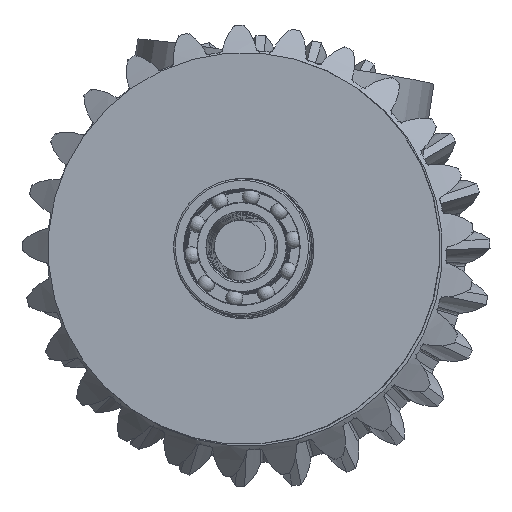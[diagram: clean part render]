
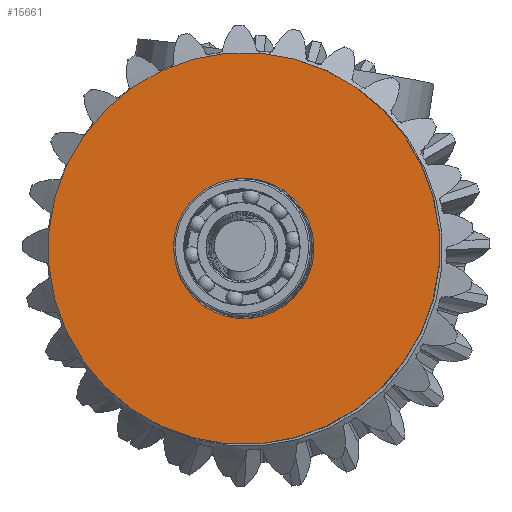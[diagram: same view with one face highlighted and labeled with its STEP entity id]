
A CAD part, top view. The second image highlights one B-rep face of the part: STEP entity #15661.
In plain terms, the highlighted planar face has unit normal (-0.041, 0.025, 0.999).
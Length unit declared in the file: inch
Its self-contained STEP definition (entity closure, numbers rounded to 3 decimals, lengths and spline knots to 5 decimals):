
#552=PLANE('',#17215);
#620=FACE_BOUND('',#2518,.T.);
#1686=FACE_OUTER_BOUND('',#2517,.T.);
#2517=EDGE_LOOP('',(#12914,#12915));
#2518=EDGE_LOOP('',(#12916,#12917));
#4654=CIRCLE('',#16929,0.32283);
#4655=CIRCLE('',#16930,0.32283);
#4757=CIRCLE('',#17082,0.90154);
#4758=CIRCLE('',#17083,0.90154);
#6145=VERTEX_POINT('',#27162);
#6146=VERTEX_POINT('',#27164);
#6343=VERTEX_POINT('',#27610);
#6344=VERTEX_POINT('',#27612);
#8186=EDGE_CURVE('',#6145,#6146,#4654,.T.);
#8187=EDGE_CURVE('',#6146,#6145,#4655,.T.);
#8386=EDGE_CURVE('',#6344,#6343,#4757,.T.);
#8387=EDGE_CURVE('',#6343,#6344,#4758,.T.);
#12914=ORIENTED_EDGE('',*,*,#8386,.T.);
#12915=ORIENTED_EDGE('',*,*,#8387,.T.);
#12916=ORIENTED_EDGE('',*,*,#8187,.F.);
#12917=ORIENTED_EDGE('',*,*,#8186,.F.);
#15661=ADVANCED_FACE('',(#1686,#620),#552,.T.);
#16929=AXIS2_PLACEMENT_3D('',#27165,#20142,#20143);
#16930=AXIS2_PLACEMENT_3D('',#27166,#20144,#20145);
#17082=AXIS2_PLACEMENT_3D('',#27613,#20545,#20546);
#17083=AXIS2_PLACEMENT_3D('',#27614,#20547,#20548);
#17215=AXIS2_PLACEMENT_3D('',#30885,#20963,#20964);
#20142=DIRECTION('center_axis',(-0.041,0.025,
0.999));
#20143=DIRECTION('ref_axis',(0.995,-0.086,0.043));
#20144=DIRECTION('center_axis',(-0.041,0.025,
0.999));
#20145=DIRECTION('ref_axis',(0.995,-0.086,0.043));
#20545=DIRECTION('center_axis',(-0.041,0.025,
0.999));
#20546=DIRECTION('ref_axis',(0.995,-0.086,0.043));
#20547=DIRECTION('center_axis',(-0.041,0.025,
0.999));
#20548=DIRECTION('ref_axis',(0.995,-0.086,0.043));
#20963=DIRECTION('center_axis',(-0.041,0.025,
0.999));
#20964=DIRECTION('ref_axis',(0.995,-0.086,0.043));
#27162=CARTESIAN_POINT('',(-15.96979,5.65226,15.73469));
#27164=CARTESIAN_POINT('',(-15.32713,5.59649,15.76232));
#27165=CARTESIAN_POINT('Origin',(-15.64846,5.62438,15.7485));
#27166=CARTESIAN_POINT('Origin',(-15.64846,5.62438,15.7485));
#27610=CARTESIAN_POINT('',(-14.75112,5.5465,15.78708));
#27612=CARTESIAN_POINT('',(-16.5458,5.70225,15.70993));
#27613=CARTESIAN_POINT('Origin',(-15.64846,5.62438,15.7485));
#27614=CARTESIAN_POINT('Origin',(-15.64846,5.62438,15.7485));
#30885=CARTESIAN_POINT('Origin',(-15.64846,5.62438,15.7485));
